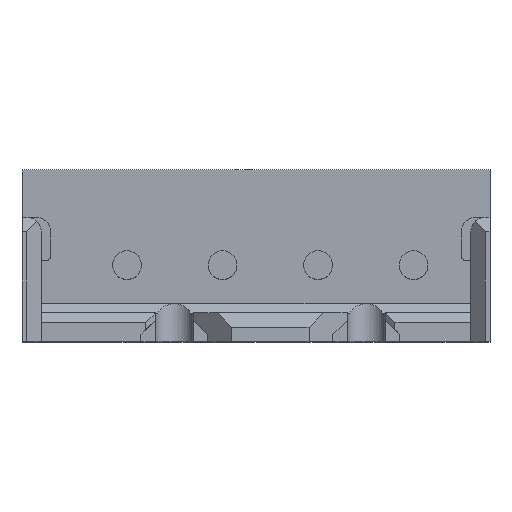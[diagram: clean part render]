
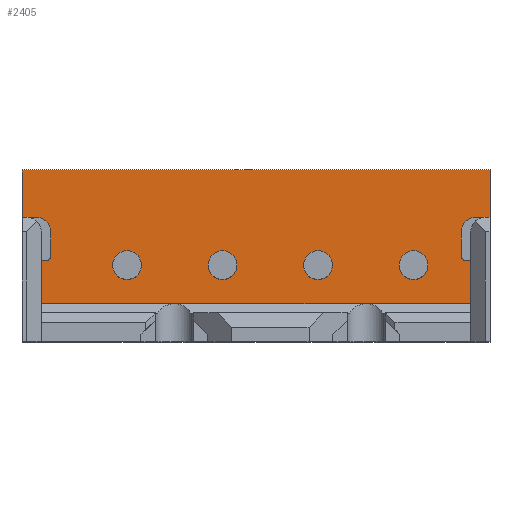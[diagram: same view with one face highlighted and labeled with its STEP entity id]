
A CAD part, top view. The second image highlights one B-rep face of the part: STEP entity #2405.
In plain terms, the highlighted planar face has unit normal (0, 0, 1).
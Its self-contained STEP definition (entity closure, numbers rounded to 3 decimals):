
#53=DIRECTION('',(0.,1.,0.));
#54=VECTOR('',#53,1.);
#55=CARTESIAN_POINT('',(4.9,1.,-5.1));
#56=LINE('',#55,#54);
#81=CARTESIAN_POINT('',(-2.7,0.,-5.1));
#82=DIRECTION('',(0.,0.,-1.));
#83=DIRECTION('',(0.,1.,0.));
#84=AXIS2_PLACEMENT_3D('',#81,#82,#83);
#86=CARTESIAN_POINT('',(-2.7,0.,-5.1));
#87=DIRECTION('',(0.,0.,-1.));
#88=DIRECTION('',(0.,-1.,0.));
#89=AXIS2_PLACEMENT_3D('',#86,#87,#88);
#91=CARTESIAN_POINT('',(-0.7,0.,-5.1));
#92=DIRECTION('',(0.,0.,-1.));
#93=DIRECTION('',(0.,1.,0.));
#94=AXIS2_PLACEMENT_3D('',#91,#92,#93);
#96=CARTESIAN_POINT('',(-0.7,0.,-5.1));
#97=DIRECTION('',(0.,0.,-1.));
#98=DIRECTION('',(0.,-1.,0.));
#99=AXIS2_PLACEMENT_3D('',#96,#97,#98);
#101=CARTESIAN_POINT('',(1.3,0.,-5.1));
#102=DIRECTION('',(0.,0.,-1.));
#103=DIRECTION('',(0.,1.,0.));
#104=AXIS2_PLACEMENT_3D('',#101,#102,#103);
#106=CARTESIAN_POINT('',(1.3,0.,-5.1));
#107=DIRECTION('',(0.,0.,-1.));
#108=DIRECTION('',(0.,-1.,0.));
#109=AXIS2_PLACEMENT_3D('',#106,#107,#108);
#111=CARTESIAN_POINT('',(3.3,0.,-5.1));
#112=DIRECTION('',(0.,0.,-1.));
#113=DIRECTION('',(0.,1.,0.));
#114=AXIS2_PLACEMENT_3D('',#111,#112,#113);
#116=CARTESIAN_POINT('',(3.3,0.,-5.1));
#117=DIRECTION('',(0.,0.,-1.));
#118=DIRECTION('',(0.,-1.,0.));
#119=AXIS2_PLACEMENT_3D('',#116,#117,#118);
#121=DIRECTION('',(0.,1.,0.));
#122=VECTOR('',#121,0.5);
#123=CARTESIAN_POINT('',(4.3,0.2,-5.1));
#124=LINE('',#123,#122);
#125=DIRECTION('',(1.,0.,0.));
#126=VECTOR('',#125,0.1);
#127=CARTESIAN_POINT('',(4.4,0.1,-5.1));
#128=LINE('',#127,#126);
#129=DIRECTION('',(0.,1.,0.));
#130=VECTOR('',#129,0.9);
#131=CARTESIAN_POINT('',(4.5,-0.8,-5.1));
#132=LINE('',#131,#130);
#133=DIRECTION('',(-1.,0.,0.));
#134=VECTOR('',#133,2.19);
#135=CARTESIAN_POINT('',(4.5,-0.8,-5.1));
#136=LINE('',#135,#134);
#137=DIRECTION('',(-1.,0.,0.));
#138=VECTOR('',#137,4.02);
#139=CARTESIAN_POINT('',(2.31,-0.8,-5.1));
#140=LINE('',#139,#138);
#141=DIRECTION('',(-1.,0.,0.));
#142=VECTOR('',#141,2.79);
#143=CARTESIAN_POINT('',(-1.71,-0.8,-5.1));
#144=LINE('',#143,#142);
#145=DIRECTION('',(0.,1.,0.));
#146=VECTOR('',#145,0.8);
#147=CARTESIAN_POINT('',(-4.5,-0.8,-5.1));
#148=LINE('',#147,#146);
#149=DIRECTION('',(0.,-1.,0.));
#150=VECTOR('',#149,0.1);
#151=CARTESIAN_POINT('',(-4.5,0.1,-5.1));
#152=LINE('',#151,#150);
#153=DIRECTION('',(1.,0.,0.));
#154=VECTOR('',#153,0.1);
#155=CARTESIAN_POINT('',(-4.5,0.1,-5.1));
#156=LINE('',#155,#154);
#157=DIRECTION('',(0.,1.,0.));
#158=VECTOR('',#157,0.5);
#159=CARTESIAN_POINT('',(-4.3,0.2,-5.1));
#160=LINE('',#159,#158);
#241=DIRECTION('',(1.,0.,0.));
#242=VECTOR('',#241,0.3);
#243=CARTESIAN_POINT('',(-4.9,1.,-5.1));
#244=LINE('',#243,#242);
#257=DIRECTION('',(1.,0.,0.));
#258=VECTOR('',#257,0.3);
#259=CARTESIAN_POINT('',(4.6,1.,-5.1));
#260=LINE('',#259,#258);
#765=CARTESIAN_POINT('',(2.31,-0.8,-5.1));
#776=CARTESIAN_POINT('',(-1.71,-0.8,-5.1));
#888=DIRECTION('',(-1.,0.,0.));
#889=VECTOR('',#888,9.8);
#890=CARTESIAN_POINT('',(4.9,2.,-5.1));
#891=LINE('',#890,#889);
#1466=DIRECTION('',(0.,1.,0.));
#1467=VECTOR('',#1466,1.);
#1468=CARTESIAN_POINT('',(-4.9,1.,-5.1));
#1469=LINE('',#1468,#1467);
#1649=CARTESIAN_POINT('',(4.6,0.7,-5.1));
#1650=DIRECTION('',(0.,0.,-1.));
#1651=DIRECTION('',(-1.,0.,0.));
#1652=AXIS2_PLACEMENT_3D('',#1649,#1650,#1651);
#1662=CARTESIAN_POINT('',(4.4,0.2,-5.1));
#1663=DIRECTION('',(0.,0.,-1.));
#1664=DIRECTION('',(0.,-1.,0.));
#1665=AXIS2_PLACEMENT_3D('',#1662,#1663,#1664);
#1757=CARTESIAN_POINT('',(-4.6,0.7,-5.1));
#1758=DIRECTION('',(0.,0.,-1.));
#1759=DIRECTION('',(0.,1.,0.));
#1760=AXIS2_PLACEMENT_3D('',#1757,#1758,#1759);
#1774=CARTESIAN_POINT('',(-4.4,0.2,-5.1));
#1775=DIRECTION('',(0.,0.,-1.));
#1776=DIRECTION('',(1.,0.,0.));
#1777=AXIS2_PLACEMENT_3D('',#1774,#1775,#1776);
#1784=CARTESIAN_POINT('',(4.9,1.,-5.1));
#1786=VERTEX_POINT('',#1784);
#1787=CARTESIAN_POINT('',(4.9,2.,-5.1));
#1788=VERTEX_POINT('',#1787);
#1798=CARTESIAN_POINT('',(-4.9,1.,-5.1));
#1800=VERTEX_POINT('',#1798);
#1801=CARTESIAN_POINT('',(-4.9,2.,-5.1));
#1802=VERTEX_POINT('',#1801);
#1835=CARTESIAN_POINT('',(4.5,-0.8,-5.1));
#1836=VERTEX_POINT('',#1835);
#1869=VERTEX_POINT('',#765);
#1903=CARTESIAN_POINT('',(-4.5,-0.8,-5.1));
#1905=VERTEX_POINT('',#1903);
#1922=VERTEX_POINT('',#776);
#1923=CARTESIAN_POINT('',(-4.5,0.1,-5.1));
#1925=VERTEX_POINT('',#1923);
#1931=CARTESIAN_POINT('',(4.5,0.1,-5.1));
#1932=VERTEX_POINT('',#1931);
#1943=CARTESIAN_POINT('',(-4.6,1.,-5.1));
#1944=VERTEX_POINT('',#1943);
#1946=CARTESIAN_POINT('',(-4.3,0.7,-5.1));
#1948=VERTEX_POINT('',#1946);
#1949=CARTESIAN_POINT('',(4.3,0.7,-5.1));
#1951=VERTEX_POINT('',#1949);
#1953=CARTESIAN_POINT('',(4.6,1.,-5.1));
#1955=VERTEX_POINT('',#1953);
#1968=CARTESIAN_POINT('',(-4.4,0.1,-5.1));
#1969=VERTEX_POINT('',#1968);
#1970=CARTESIAN_POINT('',(4.4,0.1,-5.1));
#1971=VERTEX_POINT('',#1970);
#1972=CARTESIAN_POINT('',(4.3,0.2,-5.1));
#1973=VERTEX_POINT('',#1972);
#1974=CARTESIAN_POINT('',(-4.3,0.2,-5.1));
#1975=VERTEX_POINT('',#1974);
#2069=CARTESIAN_POINT('',(-4.5,0.,-5.1));
#2071=VERTEX_POINT('',#2069);
#2098=CARTESIAN_POINT('',(-2.7,0.3,-5.1));
#2099=CARTESIAN_POINT('',(-2.7,-0.3,-5.1));
#2100=VERTEX_POINT('',#2098);
#2101=VERTEX_POINT('',#2099);
#2114=CARTESIAN_POINT('',(-0.7,0.3,-5.1));
#2115=VERTEX_POINT('',#2114);
#2116=CARTESIAN_POINT('',(-0.7,-0.3,-5.1));
#2117=VERTEX_POINT('',#2116);
#2230=CARTESIAN_POINT('',(1.3,0.3,-5.1));
#2231=VERTEX_POINT('',#2230);
#2232=CARTESIAN_POINT('',(1.3,-0.3,-5.1));
#2233=VERTEX_POINT('',#2232);
#2254=CARTESIAN_POINT('',(3.3,0.3,-5.1));
#2255=VERTEX_POINT('',#2254);
#2256=CARTESIAN_POINT('',(3.3,-0.3,-5.1));
#2257=VERTEX_POINT('',#2256);
#2339=CARTESIAN_POINT('',(4.9,1.,-5.1));
#2340=DIRECTION('',(0.,0.,1.));
#2341=DIRECTION('',(0.,1.,0.));
#2342=AXIS2_PLACEMENT_3D('',#2339,#2340,#2341);
#2343=PLANE('',#2342);
#2345=ORIENTED_EDGE('',*,*,#2344,.F.);
#2347=ORIENTED_EDGE('',*,*,#2346,.F.);
#2349=ORIENTED_EDGE('',*,*,#2348,.F.);
#2351=ORIENTED_EDGE('',*,*,#2350,.F.);
#2352=ORIENTED_EDGE('',*,*,#2321,.T.);
#2354=ORIENTED_EDGE('',*,*,#2353,.F.);
#2356=ORIENTED_EDGE('',*,*,#2355,.T.);
#2358=ORIENTED_EDGE('',*,*,#2357,.T.);
#2360=ORIENTED_EDGE('',*,*,#2359,.T.);
#2362=ORIENTED_EDGE('',*,*,#2361,.T.);
#2364=ORIENTED_EDGE('',*,*,#2363,.F.);
#2365=ORIENTED_EDGE('',*,*,#2305,.T.);
#2367=ORIENTED_EDGE('',*,*,#2366,.F.);
#2369=ORIENTED_EDGE('',*,*,#2368,.T.);
#2371=ORIENTED_EDGE('',*,*,#2370,.F.);
#2373=ORIENTED_EDGE('',*,*,#2372,.F.);
#2375=ORIENTED_EDGE('',*,*,#2374,.T.);
#2377=ORIENTED_EDGE('',*,*,#2376,.F.);
#2378=ORIENTED_EDGE('',*,*,#2291,.F.);
#2379=EDGE_LOOP('',(#2345,#2347,#2349,#2351,#2352,#2354,#2356,#2358,#2360,#2362,
#2364,#2365,#2367,#2369,#2371,#2373,#2375,#2377,#2378));
#2380=FACE_OUTER_BOUND('',#2379,.F.);
#2382=ORIENTED_EDGE('',*,*,#2381,.F.);
#2384=ORIENTED_EDGE('',*,*,#2383,.F.);
#2385=EDGE_LOOP('',(#2382,#2384));
#2386=FACE_BOUND('',#2385,.F.);
#2388=ORIENTED_EDGE('',*,*,#2387,.F.);
#2390=ORIENTED_EDGE('',*,*,#2389,.F.);
#2391=EDGE_LOOP('',(#2388,#2390));
#2392=FACE_BOUND('',#2391,.F.);
#2394=ORIENTED_EDGE('',*,*,#2393,.F.);
#2396=ORIENTED_EDGE('',*,*,#2395,.F.);
#2397=EDGE_LOOP('',(#2394,#2396));
#2398=FACE_BOUND('',#2397,.F.);
#2400=ORIENTED_EDGE('',*,*,#2399,.F.);
#2402=ORIENTED_EDGE('',*,*,#2401,.F.);
#2403=EDGE_LOOP('',(#2400,#2402));
#2404=FACE_BOUND('',#2403,.F.);
#85=CIRCLE('',#84,0.3);
#90=CIRCLE('',#89,0.3);
#95=CIRCLE('',#94,0.3);
#100=CIRCLE('',#99,0.3);
#105=CIRCLE('',#104,0.3);
#110=CIRCLE('',#109,0.3);
#115=CIRCLE('',#114,0.3);
#120=CIRCLE('',#119,0.3);
#1653=CIRCLE('',#1652,0.3);
#1666=CIRCLE('',#1665,0.1);
#1761=CIRCLE('',#1760,0.3);
#1778=CIRCLE('',#1777,0.1);
#2291=EDGE_CURVE('',#1786,#1788,#56,.T.);
#2305=EDGE_CURVE('',#1925,#1969,#156,.T.);
#2321=EDGE_CURVE('',#1971,#1932,#128,.T.);
#2344=EDGE_CURVE('',#1955,#1786,#260,.T.);
#2346=EDGE_CURVE('',#1951,#1955,#1653,.T.);
#2348=EDGE_CURVE('',#1973,#1951,#124,.T.);
#2350=EDGE_CURVE('',#1971,#1973,#1666,.T.);
#2353=EDGE_CURVE('',#1836,#1932,#132,.T.);
#2355=EDGE_CURVE('',#1836,#1869,#136,.T.);
#2357=EDGE_CURVE('',#1869,#1922,#140,.T.);
#2359=EDGE_CURVE('',#1922,#1905,#144,.T.);
#2361=EDGE_CURVE('',#1905,#2071,#148,.T.);
#2363=EDGE_CURVE('',#1925,#2071,#152,.T.);
#2366=EDGE_CURVE('',#1975,#1969,#1778,.T.);
#2368=EDGE_CURVE('',#1975,#1948,#160,.T.);
#2370=EDGE_CURVE('',#1944,#1948,#1761,.T.);
#2372=EDGE_CURVE('',#1800,#1944,#244,.T.);
#2374=EDGE_CURVE('',#1800,#1802,#1469,.T.);
#2376=EDGE_CURVE('',#1788,#1802,#891,.T.);
#2381=EDGE_CURVE('',#2100,#2101,#85,.T.);
#2383=EDGE_CURVE('',#2101,#2100,#90,.T.);
#2387=EDGE_CURVE('',#2115,#2117,#95,.T.);
#2389=EDGE_CURVE('',#2117,#2115,#100,.T.);
#2393=EDGE_CURVE('',#2231,#2233,#105,.T.);
#2395=EDGE_CURVE('',#2233,#2231,#110,.T.);
#2399=EDGE_CURVE('',#2255,#2257,#115,.T.);
#2401=EDGE_CURVE('',#2257,#2255,#120,.T.);
#2405=ADVANCED_FACE('',(#2380,#2386,#2392,#2398,#2404),#2343,.T.);
